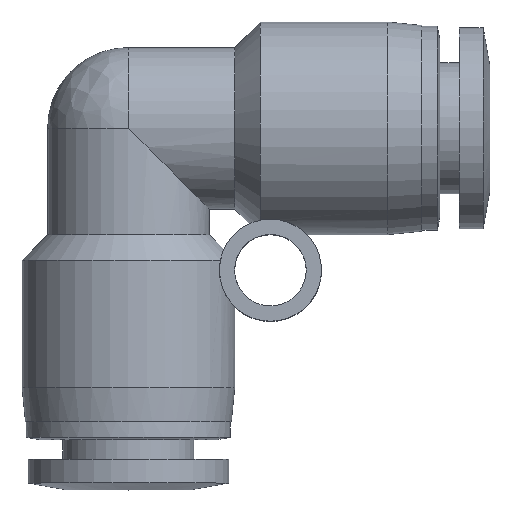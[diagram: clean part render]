
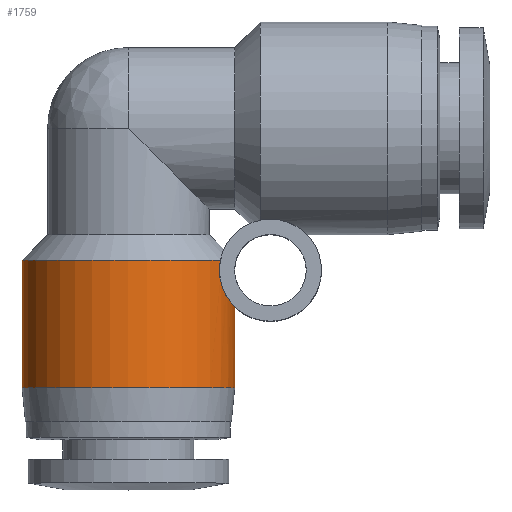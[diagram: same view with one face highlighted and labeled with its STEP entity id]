
A CAD part, top view. The second image highlights one B-rep face of the part: STEP entity #1759.
In plain terms, the highlighted cylindrical face has radius 6.25 mm (diameter 12.5 mm), a partial arc.
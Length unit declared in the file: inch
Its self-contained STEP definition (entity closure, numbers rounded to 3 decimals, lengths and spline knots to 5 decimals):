
#24 = CYLINDRICAL_SURFACE ( 'NONE', #1359, 0.24606 ) ;
#170 = CARTESIAN_POINT ( 'NONE',  ( -0.24606, -0.60039, 0. ) ) ;
#191 = CARTESIAN_POINT ( 'NONE',  ( 0.24606, -0.41309, 0. ) ) ;
#233 = CARTESIAN_POINT ( 'NONE',  ( 0.21302, -0.30512, 0.12317 ) ) ;
#251 = CARTESIAN_POINT ( 'NONE',  ( 0.21063, -0.32063, 0.12721 ) ) ;
#293 = EDGE_CURVE ( 'NONE', #2656, #2138, #3542, .T. ) ;
#294 = AXIS2_PLACEMENT_3D ( 'NONE', #2896, #1188, #3175 ) ;
#375 = CIRCLE ( 'NONE', #294, 0.24606 ) ;
#430 = CARTESIAN_POINT ( 'NONE',  ( 0.24606, -0.41309, 0.01449 ) ) ;
#449 = DIRECTION ( 'NONE',  ( 0., 1., 0. ) ) ;
#474 = CARTESIAN_POINT ( 'NONE',  ( 0.24474, -0.41186, 0.02916 ) ) ;
#486 = CARTESIAN_POINT ( 'NONE',  ( 0.241, -0.40783, 0.05018 ) ) ;
#511 = CARTESIAN_POINT ( 'NONE',  ( 0.24606, -0.41309, 0. ) ) ;
#666 = CARTESIAN_POINT ( 'NONE',  ( 0., -0.45276, 0. ) ) ;
#716 = CARTESIAN_POINT ( 'NONE',  ( 0.23946, -0.40612, 0.05704 ) ) ;
#725 = CARTESIAN_POINT ( 'NONE',  ( 0.23587, -0.40177, 0.07043 ) ) ;
#739 = DIRECTION ( 'NONE',  ( -1., 0., 0. ) ) ;
#751 = CARTESIAN_POINT ( 'NONE',  ( 0.23379, -0.3991, 0.07701 ) ) ;
#762 = CARTESIAN_POINT ( 'NONE',  ( 0.22938, -0.39271, 0.0893 ) ) ;
#822 = EDGE_CURVE ( 'NONE', #1911, #2138, #954, .T. ) ;
#954 = B_SPLINE_CURVE_WITH_KNOTS ( 'NONE', 3,
 ( #1379, #1608, #1620, #2503, #1041, #1027, #1015, #990, #762, #751, #725, #716, #486, #474, #430, #191 ),
 .UNSPECIFIED., .F., .F.,
 ( 4, 2, 2, 2, 2, 2, 2, 4 ),
 ( 0.00061, 0.00117, 0.00172, 0.00227, 0.00283, 0.00338, 0.00394, 0.00504 ),
 .UNSPECIFIED. ) ;
#990 = CARTESIAN_POINT ( 'NONE',  ( 0.22703, -0.38899, 0.09507 ) ) ;
#1015 = CARTESIAN_POINT ( 'NONE',  ( 0.22227, -0.38011, 0.10573 ) ) ;
#1027 = CARTESIAN_POINT ( 'NONE',  ( 0.21991, -0.37503, 0.11049 ) ) ;
#1037 = ORIENTED_EDGE ( 'NONE', *, *, #293, .T. ) ;
#1041 = CARTESIAN_POINT ( 'NONE',  ( 0.21569, -0.3635, 0.11851 ) ) ;
#1076 = LINE ( 'NONE', #3448, #2624 ) ;
#1188 = DIRECTION ( 'NONE',  ( 0., -1., 0. ) ) ;
#1216 = ORIENTED_EDGE ( 'NONE', *, *, #1847, .T. ) ;
#1342 = DIRECTION ( 'NONE',  ( 0., 1., 0. ) ) ;
#1359 = AXIS2_PLACEMENT_3D ( 'NONE', #666, #449, #739 ) ;
#1379 = CARTESIAN_POINT ( 'NONE',  ( 0.21063, -0.32874, 0.12721 ) ) ;
#1461 = AXIS2_PLACEMENT_3D ( 'NONE', #3040, #1342, #3318 ) ;
#1608 = CARTESIAN_POINT ( 'NONE',  ( 0.21063, -0.33608, 0.12721 ) ) ;
#1620 = CARTESIAN_POINT ( 'NONE',  ( 0.21132, -0.34331, 0.12608 ) ) ;
#1759 = ADVANCED_FACE ( 'NONE', ( #3284 ), #24, .T. ) ;
#1765 = VERTEX_POINT ( 'NONE', #3056 ) ;
#1767 = DIRECTION ( 'NONE',  ( 0., 1., 0. ) ) ;
#1847 = EDGE_CURVE ( 'NONE', #1765, #2288, #375, .T. ) ;
#1911 = VERTEX_POINT ( 'NONE', #2345 ) ;
#1994 = ORIENTED_EDGE ( 'NONE', *, *, #3149, .F. ) ;
#2017 = CARTESIAN_POINT ( 'NONE',  ( 0.21148, -0.31267, 0.12584 ) ) ;
#2103 = B_SPLINE_CURVE_WITH_KNOTS ( 'NONE', 3,
 ( #233, #2017, #251, #2292 ),
 .UNSPECIFIED., .F., .F.,
 ( 4, 4 ),
 ( 0., 0.00061 ),
 .UNSPECIFIED. ) ;
#2136 = VERTEX_POINT ( 'NONE', #170 ) ;
#2138 = VERTEX_POINT ( 'NONE', #511 ) ;
#2269 = EDGE_CURVE ( 'NONE', #1765, #1911, #2103, .T. ) ;
#2288 = VERTEX_POINT ( 'NONE', #3677 ) ;
#2292 = CARTESIAN_POINT ( 'NONE',  ( 0.21063, -0.32874, 0.12721 ) ) ;
#2345 = CARTESIAN_POINT ( 'NONE',  ( 0.21063, -0.32874, 0.12721 ) ) ;
#2450 = ORIENTED_EDGE ( 'NONE', *, *, #2269, .F. ) ;
#2503 = CARTESIAN_POINT ( 'NONE',  ( 0.21387, -0.3571, 0.12171 ) ) ;
#2624 = VECTOR ( 'NONE', #1767, 39.37008 ) ;
#2645 = ORIENTED_EDGE ( 'NONE', *, *, #2702, .T. ) ;
#2649 = ORIENTED_EDGE ( 'NONE', *, *, #822, .F. ) ;
#2656 = VERTEX_POINT ( 'NONE', #3307 ) ;
#2702 = EDGE_CURVE ( 'NONE', #2136, #2656, #3581, .T. ) ;
#2750 = DIRECTION ( 'NONE',  ( 0., 1., 0. ) ) ;
#2784 = CARTESIAN_POINT ( 'NONE',  ( 0.24606, -0.45276, 0. ) ) ;
#2896 = CARTESIAN_POINT ( 'NONE',  ( 0., -0.30512, 0. ) ) ;
#3040 = CARTESIAN_POINT ( 'NONE',  ( 0., -0.60039, 0. ) ) ;
#3056 = CARTESIAN_POINT ( 'NONE',  ( 0.21302, -0.30512, 0.12317 ) ) ;
#3149 = EDGE_CURVE ( 'NONE', #2136, #2288, #1076, .T. ) ;
#3175 = DIRECTION ( 'NONE',  ( -1., 0., 0. ) ) ;
#3284 = FACE_OUTER_BOUND ( 'NONE', #3524, .T. ) ;
#3307 = CARTESIAN_POINT ( 'NONE',  ( 0.24606, -0.60039, 0. ) ) ;
#3318 = DIRECTION ( 'NONE',  ( -1., 0., 0. ) ) ;
#3402 = VECTOR ( 'NONE', #2750, 39.37008 ) ;
#3448 = CARTESIAN_POINT ( 'NONE',  ( -0.24606, -0.45276, 0. ) ) ;
#3524 = EDGE_LOOP ( 'NONE', ( #2645, #1037, #2649, #2450, #1216, #1994 ) ) ;
#3542 = LINE ( 'NONE', #2784, #3402 ) ;
#3581 = CIRCLE ( 'NONE', #1461, 0.24606 ) ;
#3677 = CARTESIAN_POINT ( 'NONE',  ( -0.24606, -0.30512, 0. ) ) ;
